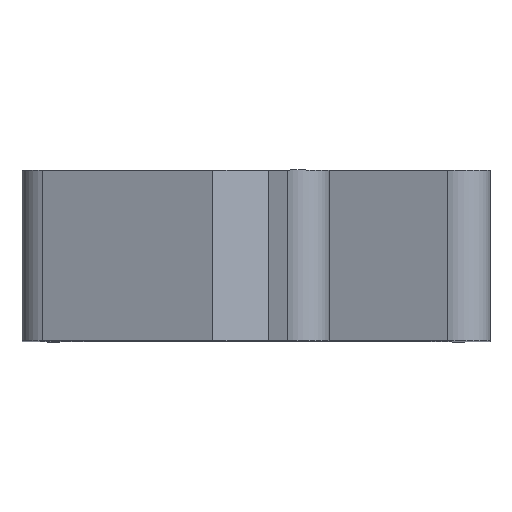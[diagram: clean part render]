
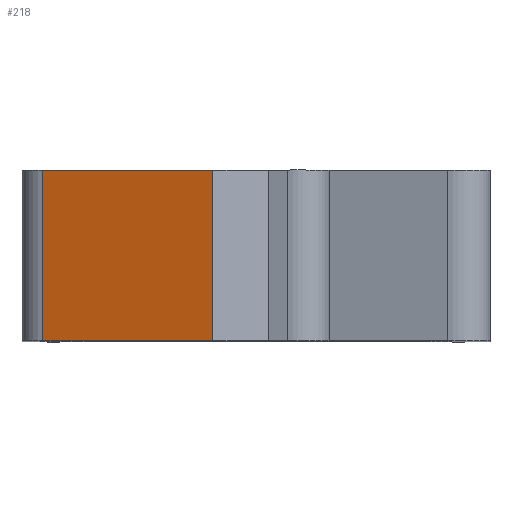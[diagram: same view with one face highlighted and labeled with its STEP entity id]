
A CAD part, top view. The second image highlights one B-rep face of the part: STEP entity #218.
In plain terms, the highlighted planar face has unit normal (-0.342, 0, 0.94).
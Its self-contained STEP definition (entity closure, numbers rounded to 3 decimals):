
#218 = ADVANCED_FACE( '', ( #441 ), #442, .T. );
#441 = FACE_OUTER_BOUND( '', #1492, .T. );
#442 = PLANE( '', #1493 );
#1492 = EDGE_LOOP( '', ( #2154, #2155, #2156, #2157 ) );
#1493 = AXIS2_PLACEMENT_3D( '', #2158, #2159, #2160 );
#2154 = ORIENTED_EDGE( '', *, *, #2437, .F. );
#2155 = ORIENTED_EDGE( '', *, *, #2485, .F. );
#2156 = ORIENTED_EDGE( '', *, *, #2472, .T. );
#2157 = ORIENTED_EDGE( '', *, *, #2372, .T. );
#2158 = CARTESIAN_POINT( '', ( -6.742, -2.7, 13.127 ) );
#2159 = DIRECTION( '', ( -0.342, 0., 0.94 ) );
#2160 = DIRECTION( '', ( 0.94, 0., 0.342 ) );
#2372 = EDGE_CURVE( '', #2722, #2719, #2723, .T. );
#2437 = EDGE_CURVE( '', #2809, #2719, #2811, .T. );
#2472 = EDGE_CURVE( '', #2855, #2722, #2856, .T. );
#2485 = EDGE_CURVE( '', #2855, #2809, #2870, .T. );
#2719 = VERTEX_POINT( '', #3616 );
#2722 = VERTEX_POINT( '', #3620 );
#2723 = LINE( '', #3621, #3622 );
#2809 = VERTEX_POINT( '', #3763 );
#2811 = LINE( '', #3765, #3766 );
#2855 = VERTEX_POINT( '', #3826 );
#2856 = LINE( '', #3827, #3828 );
#2870 = LINE( '', #3851, #3852 );
#3616 = CARTESIAN_POINT( '', ( -1.363, 2.7, 15.085 ) );
#3620 = CARTESIAN_POINT( '', ( -1.363, -2.7, 15.085 ) );
#3621 = CARTESIAN_POINT( '', ( -1.363, -2.7, 15.085 ) );
#3622 = VECTOR( '', #3975, 1000. );
#3763 = CARTESIAN_POINT( '', ( -6.742, 2.7, 13.127 ) );
#3765 = CARTESIAN_POINT( '', ( -6.742, 2.7, 13.127 ) );
#3766 = VECTOR( '', #4038, 1000. );
#3826 = CARTESIAN_POINT( '', ( -6.742, -2.7, 13.127 ) );
#3827 = CARTESIAN_POINT( '', ( -6.742, -2.7, 13.127 ) );
#3828 = VECTOR( '', #4091, 1000. );
#3851 = CARTESIAN_POINT( '', ( -6.742, -2.7, 13.127 ) );
#3852 = VECTOR( '', #4098, 1000. );
#3975 = DIRECTION( '', ( 0., 1., 0. ) );
#4038 = DIRECTION( '', ( 0.94, 0., 0.342 ) );
#4091 = DIRECTION( '', ( 0.94, 0., 0.342 ) );
#4098 = DIRECTION( '', ( 0., 1., 0. ) );
